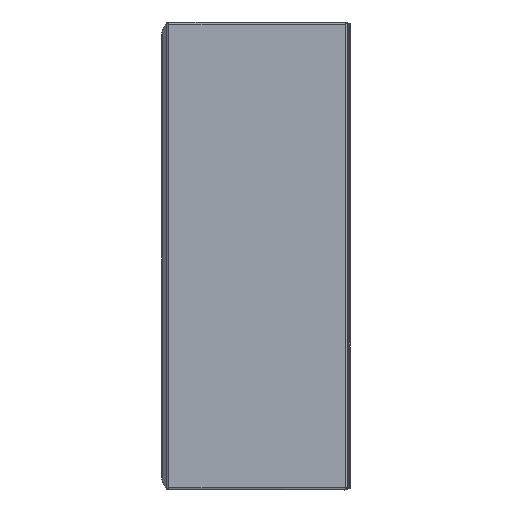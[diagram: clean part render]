
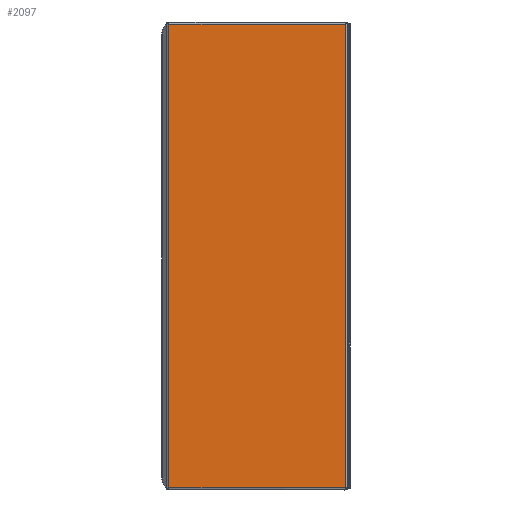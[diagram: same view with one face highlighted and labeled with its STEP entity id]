
A CAD part, top view. The second image highlights one B-rep face of the part: STEP entity #2097.
In plain terms, the highlighted planar face has unit normal (0, 0, 1).
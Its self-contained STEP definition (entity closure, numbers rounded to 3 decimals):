
#2097=ADVANCED_FACE('',(#4419),#4420,.T.);
#4419=FACE_OUTER_BOUND('',#10064,.T.);
#4420=PLANE('',#10065);
#10064=EDGE_LOOP('',(#32128,#32129,#32130,#32131));
#10065=AXIS2_PLACEMENT_3D('',#32132,#32133,#32134);
#32128=ORIENTED_EDGE('',*,*,#41925,.T.);
#32129=ORIENTED_EDGE('',*,*,#41924,.T.);
#32130=ORIENTED_EDGE('',*,*,#41922,.F.);
#32131=ORIENTED_EDGE('',*,*,#41933,.F.);
#32132=CARTESIAN_POINT('',(-2.,0.,551.5));
#32133=DIRECTION('',(0.0,0.0,1.0));
#32134=DIRECTION('',(0.0,-1.0,0.0));
#41922=EDGE_CURVE('',#47092,#47060,#47093,.T.);
#41924=EDGE_CURVE('',#47066,#47060,#47095,.T.);
#41925=EDGE_CURVE('',#47096,#47066,#47097,.T.);
#41933=EDGE_CURVE('',#47096,#47092,#47106,.T.);
#47060=VERTEX_POINT('',#53153);
#47066=VERTEX_POINT('',#53221);
#47092=VERTEX_POINT('',#53406);
#47093=LINE('',#53407,#53408);
#47095=LINE('',#53414,#53415);
#47096=VERTEX_POINT('',#53416);
#47097=LINE('',#53417,#53418);
#47106=LINE('',#53445,#53446);
#53153=CARTESIAN_POINT('',(123.5,-329.0,551.5));
#53221=CARTESIAN_POINT('',(-127.5,-329.0,551.5));
#53406=CARTESIAN_POINT('',(123.5,329.0,551.5));
#53407=CARTESIAN_POINT('',(123.5,164.5,551.5));
#53408=VECTOR('',#64360,658.0);
#53414=CARTESIAN_POINT('',(-64.75,-329.0,551.5));
#53415=VECTOR('',#64361,251.0);
#53416=CARTESIAN_POINT('',(-127.5,329.0,551.5));
#53417=CARTESIAN_POINT('',(-127.5,166.0,551.5));
#53418=VECTOR('',#64362,658.0);
#53445=CARTESIAN_POINT('',(-64.75,329.0,551.5));
#53446=VECTOR('',#64368,251.0);
#64360=DIRECTION('',(0.0,-1.0,0.0));
#64361=DIRECTION('',(1.0,0.0,0.0));
#64362=DIRECTION('',(0.,-1.0,0.0));
#64368=DIRECTION('',(1.0,0.0,0.0));
